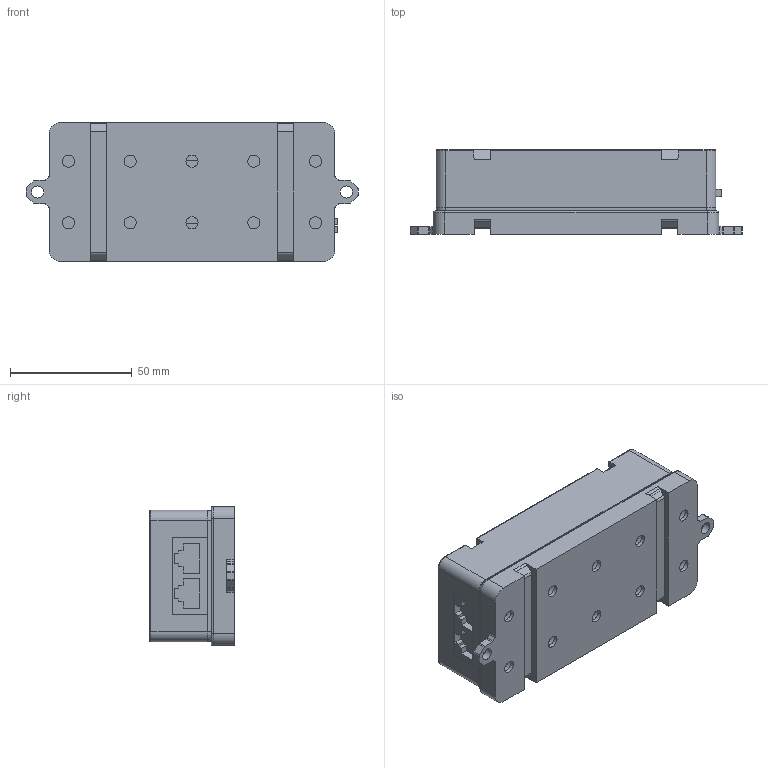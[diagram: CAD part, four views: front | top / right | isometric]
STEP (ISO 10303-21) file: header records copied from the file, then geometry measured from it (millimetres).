
FILE_DESCRIPTION (( 'STEP AP203' ), '1' );
FILE_NAME ('2025 RADIO MOUNT ASSEMBLY.STEP', '2023-09-21T07:09:10', ( '' ), ( '' ), 'SwSTEP 2.0', 'SolidWorks 2022', '' );
FILE_SCHEMA (( 'CONFIG_CONTROL_DESIGN' ));
Length unit declared in the file: inch
Products named in the file (3): 2025 RADIO; 2025 RADIO MOUNT ASSEMBLY; 2025 RADIO MOUNT
Assembly tree (2 placements, depth 2):
  2025 RADIO MOUNT ASSEMBLY
    2025 RADIO
    2025 RADIO MOUNT
Bounding box: 136.53 x 34.76 x 57.15 mm (x, y, z)
Volume: 80959.5 mm3; surface area: 71351.9 mm2
Topology: 11 solids, 11 shells, 936 faces, 2603 edges, 1707 vertices
Faces by surface type: plane 512, cylinder 243, cone 76, bspline 69, torus 36
Entity records: 41859 total; most frequent: CARTESIAN_POINT 18217, ORIENTED_EDGE 5174, DIRECTION 4436, EDGE_CURVE 2587, VERTEX_POINT 1707, VECTOR 1572, LINE 1572, AXIS2_PLACEMENT_3D 1432
